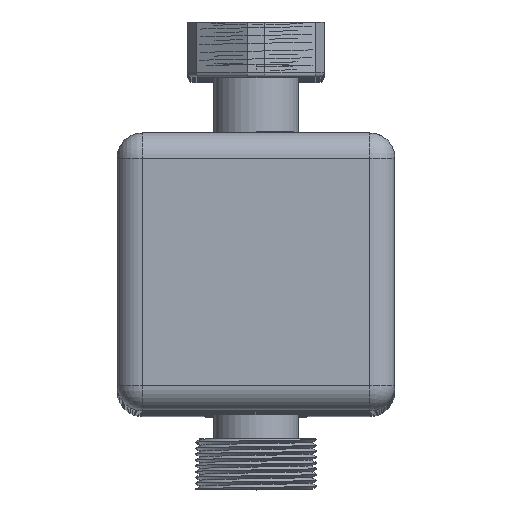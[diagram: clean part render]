
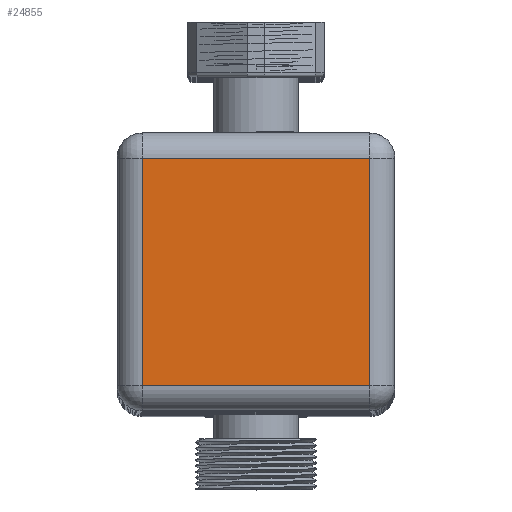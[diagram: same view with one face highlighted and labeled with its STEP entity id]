
A CAD part, top view. The second image highlights one B-rep face of the part: STEP entity #24855.
In plain terms, the highlighted planar face has unit normal (0, 0, 1).
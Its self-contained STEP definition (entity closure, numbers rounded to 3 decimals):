
#24327=DIRECTION('',(-1.,0.,0.));
#24328=VECTOR('',#24327,90.);
#24329=CARTESIAN_POINT('',(45.,45.,25.));
#24330=LINE('',#24329,#24328);
#24335=DIRECTION('',(0.,1.,0.));
#24336=VECTOR('',#24335,90.);
#24337=CARTESIAN_POINT('',(45.,-45.,25.));
#24338=LINE('',#24337,#24336);
#24389=DIRECTION('',(1.,0.,0.));
#24390=VECTOR('',#24389,90.);
#24391=CARTESIAN_POINT('',(-45.,-45.,25.));
#24392=LINE('',#24391,#24390);
#24420=DIRECTION('',(0.,-1.,0.));
#24421=VECTOR('',#24420,90.);
#24422=CARTESIAN_POINT('',(-45.,45.,25.));
#24423=LINE('',#24422,#24421);
#24740=CARTESIAN_POINT('',(-45.,45.,25.));
#24741=VERTEX_POINT('',#24740);
#24742=CARTESIAN_POINT('',(45.,45.,25.));
#24743=VERTEX_POINT('',#24742);
#24746=CARTESIAN_POINT('',(45.,-45.,25.));
#24747=VERTEX_POINT('',#24746);
#24748=CARTESIAN_POINT('',(-45.,-45.,25.));
#24749=VERTEX_POINT('',#24748);
#24841=CARTESIAN_POINT('',(0.,0.,25.));
#24842=DIRECTION('',(0.,0.,1.));
#24843=DIRECTION('',(1.,0.,0.));
#24844=AXIS2_PLACEMENT_3D('',#24841,#24842,#24843);
#24845=PLANE('',#24844);
#24847=ORIENTED_EDGE('',*,*,#24846,.F.);
#24849=ORIENTED_EDGE('',*,*,#24848,.F.);
#24851=ORIENTED_EDGE('',*,*,#24850,.F.);
#24852=ORIENTED_EDGE('',*,*,#24831,.F.);
#24853=EDGE_LOOP('',(#24847,#24849,#24851,#24852));
#24854=FACE_OUTER_BOUND('',#24853,.F.);
#24855=ADVANCED_FACE('',(#24854),#24845,.T.);
#24831=EDGE_CURVE('',#24743,#24741,#24330,.T.);
#24846=EDGE_CURVE('',#24747,#24743,#24338,.T.);
#24848=EDGE_CURVE('',#24749,#24747,#24392,.T.);
#24850=EDGE_CURVE('',#24741,#24749,#24423,.T.);
